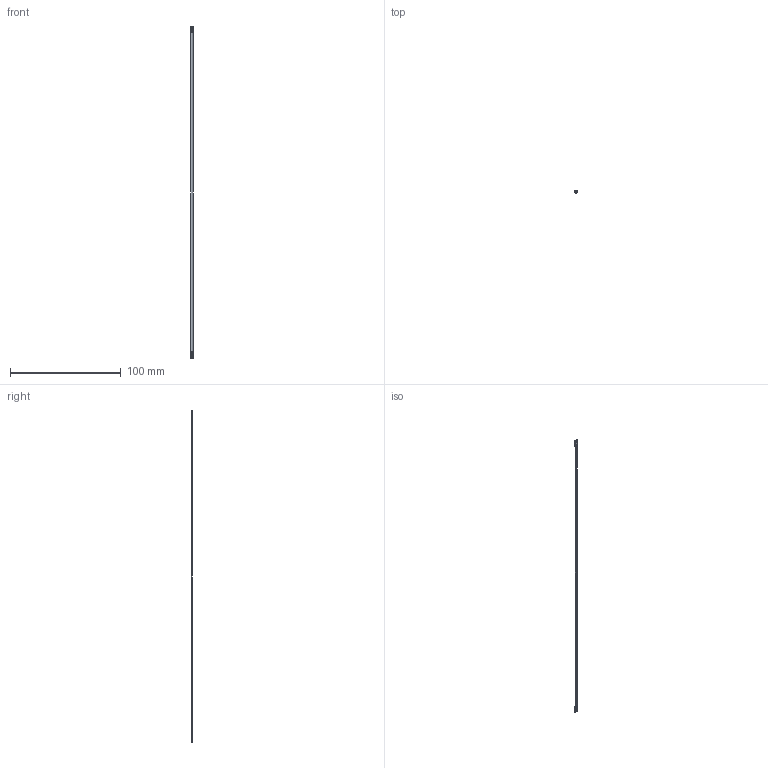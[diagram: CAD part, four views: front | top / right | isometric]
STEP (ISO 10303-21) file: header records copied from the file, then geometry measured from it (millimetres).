
FILE_DESCRIPTION (( 'STEP AP203' ), '1' );
FILE_NAME ('Plug cable assembly 300mm no marking MGC15203.STEP', '2022-11-14T02:29:10', ( '' ), ( '' ), 'SwSTEP 2.0', 'SolidWorks 2021', '' );
FILE_SCHEMA (( 'CONFIG_CONTROL_DESIGN' ));
Length unit declared in the file: millimetre
Products named in the file (1): Plug cable assembly 300mm no marking MGC15203
Bounding box: 2.98 x 1.4 x 300 mm (x, y, z)
Volume: 485.4 mm3; surface area: 1965.7 mm2
Topology: 1 solids, 1 shells, 702 faces, 1932 edges, 1236 vertices
Faces by surface type: plane 502, cylinder 188, cone 12
Entity records: 22209 total; most frequent: CARTESIAN_POINT 3895, ORIENTED_EDGE 3864, DIRECTION 3746, EDGE_CURVE 1932, LINE 1516, VECTOR 1516, VERTEX_POINT 1236, AXIS2_PLACEMENT_3D 1115
